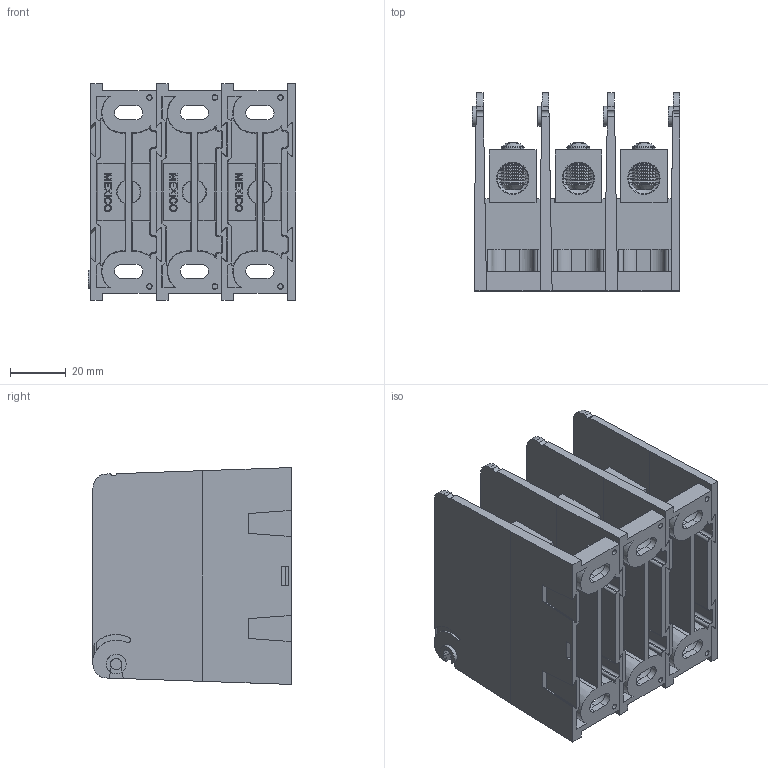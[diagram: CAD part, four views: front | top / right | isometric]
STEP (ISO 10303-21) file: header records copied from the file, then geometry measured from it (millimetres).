
FILE_DESCRIPTION (( 'STEP AP214' ), '1' );
FILE_NAME ('701958_3p_rev-.STEP', '2013-08-27T16:52:30', ( '' ), ( '' ), 'SwSTEP 2.0', 'SolidWorks 2013', '' );
FILE_SCHEMA (( 'AUTOMOTIVE_DESIGN' ));
Length unit declared in the file: inch
Products named in the file (1): 701958_3p_rev-
Bounding box: 74.78 x 71.37 x 78.11 mm (x, y, z)
Volume: 134149.8 mm3; surface area: 101508 mm2
Topology: 16 solids, 16 shells, 1796 faces, 4941 edges, 3222 vertices
Faces by surface type: plane 650, cylinder 546, cone 411, bspline 177, sphere 6, torus 6
Entity records: 92453 total; most frequent: CARTESIAN_POINT 25752, ORIENTED_EDGE 9870, DIRECTION 8244, EDGE_CURVE 4935, VERTEX_POINT 3222, AXIS2_PLACEMENT_3D 2786, LINE 2672, VECTOR 2672
